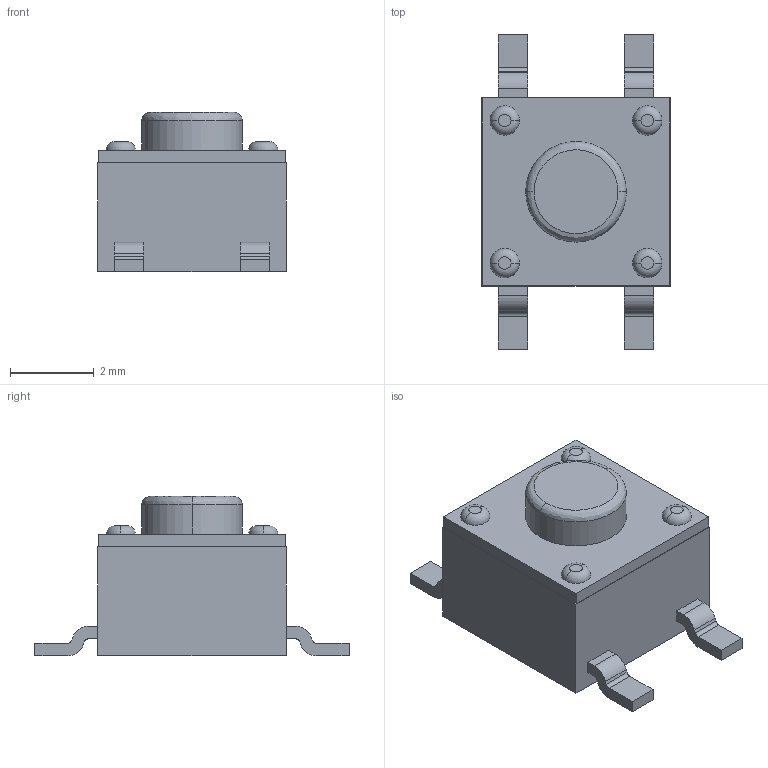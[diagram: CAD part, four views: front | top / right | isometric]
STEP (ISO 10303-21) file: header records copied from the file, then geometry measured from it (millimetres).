
FILE_DESCRIPTION (( 'STEP AP214' ), '1' );
FILE_NAME ('Button 4.5x4.5x3.8 IT-1109S.STEP', '2020-10-26T12:52:15', ( 'Elessar' ), ( '' ), 'SwSTEP 2.0', 'SolidWorks 2018', '' );
FILE_SCHEMA (( 'AUTOMOTIVE_DESIGN' ));
Length unit declared in the file: millimetre
Products named in the file (1): Button 4.5x4.5x3.8 IT-1109S
Bounding box: 4.5 x 7.5 x 3.8 mm (x, y, z)
Volume: 64.3 mm3; surface area: 113.3 mm2
Topology: 1 solids, 1 shells, 80 faces, 202 edges, 134 vertices
Faces by surface type: plane 52, cylinder 18, torus 8, bspline 2
Entity records: 3095 total; most frequent: CARTESIAN_POINT 453, DIRECTION 420, ORIENTED_EDGE 404, EDGE_CURVE 202, AXIS2_PLACEMENT_3D 141, VECTOR 138, LINE 138, VERTEX_POINT 134
